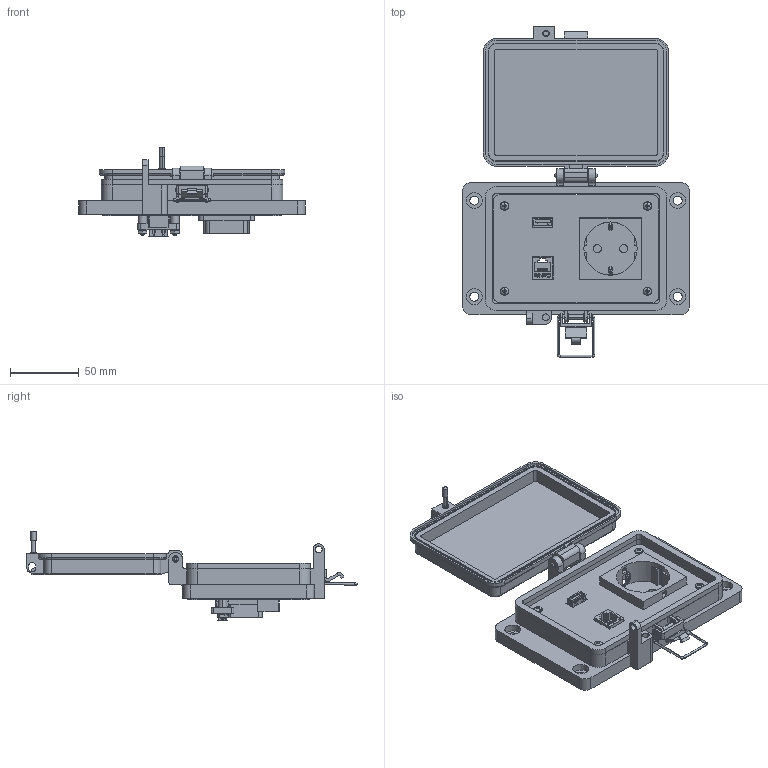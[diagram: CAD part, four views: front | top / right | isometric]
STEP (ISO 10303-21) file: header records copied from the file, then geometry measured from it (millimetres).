
FILE_DESCRIPTION (( 'STEP AP203' ), '1' );
FILE_NAME ('P-P22R2-M3RE0_3D.STEP', '2020-03-19T14:47:13', ( '' ), ( '' ), 'SwSTEP 2.0', 'SolidWorks 2019', '' );
FILE_SCHEMA (( 'CONFIG_CONTROL_DESIGN' ));
Length unit declared in the file: millimetre
Products named in the file (18): P-P22R2-M3RE0_TP060_1; 92005A124_METRIC PAN HEAD PHILLIPS MACHINE SCREW_92005A124; Z-300-RJ45CAT5; Z-002-4401_4HN_90675A005; Z-000-4243316TFP; P-P22R2-M3RE0_BP180_1; Z-200-OTLT-RE; Z-001-SPR_3_4; -M3; Z-300-USB-A-FF; P22; R2; Z-H-M3_B; RE; P-P22R2-M3RE0_FP060_1; P-P22R2-M3RE0_TP180_1; Z-000-44011_4FH_90273A117; P-P22R2-M3RE0_3D
Assembly tree (25 placements, depth 3):
  P-P22R2-M3RE0_3D
    P-P22R2-M3RE0_BP180_1
    P-P22R2-M3RE0_TP060_1
    Z-000-4243316TFP  x3
    P22
      Z-300-USB-A-FF
    P-P22R2-M3RE0_TP180_1
    Z-000-44011_4FH_90273A117  x2
    Z-001-SPR_3_4  x2
    Z-002-4401_4HN_90675A005  x2
    P-P22R2-M3RE0_FP060_1
    RE
      Z-200-OTLT-RE
    R2
      Z-300-RJ45CAT5
    -M3
      Z-H-M3_B
    92005A124_METRIC PAN HEAD PHILLIPS MACHINE SCREW_92005A124  x4
Bounding box: 164.96 x 240.59 x 65.4 mm (x, y, z)
Volume: 260467.2 mm3; surface area: 152801.5 mm2
Topology: 30 solids, 30 shells, 2983 faces, 8457 edges, 5579 vertices
Faces by surface type: cylinder 1362, plane 1096, bspline 328, cone 153, sphere 24, torus 20
Entity records: 81770 total; most frequent: CARTESIAN_POINT 31041, ORIENTED_EDGE 11242, DIRECTION 8670, EDGE_CURVE 5621, VERTEX_POINT 3712, VECTOR 3370, LINE 3370, AXIS2_PLACEMENT_3D 2650
